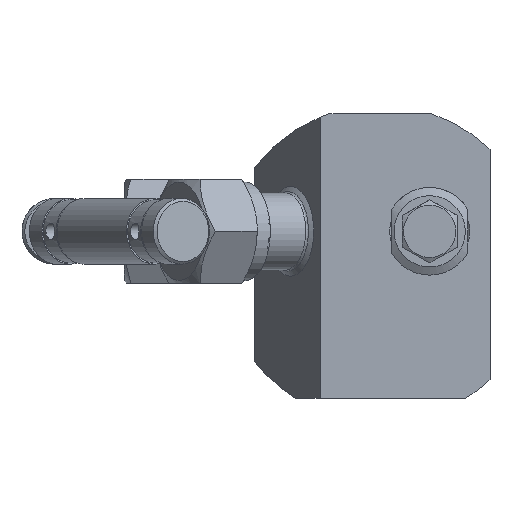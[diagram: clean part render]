
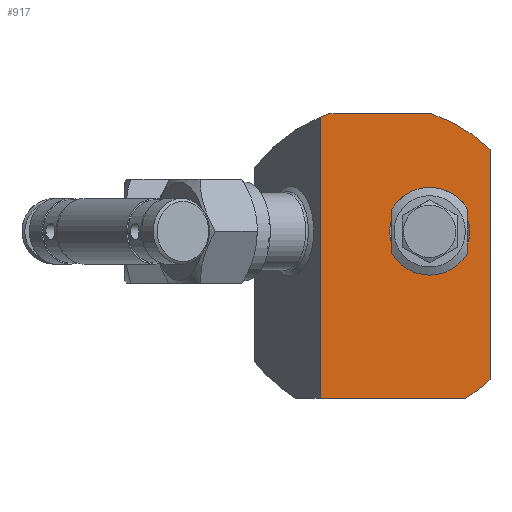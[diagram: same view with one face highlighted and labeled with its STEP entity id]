
A CAD part, left-side view. The second image highlights one B-rep face of the part: STEP entity #917.
In plain terms, the highlighted planar face has unit normal (-1, 0, 0).
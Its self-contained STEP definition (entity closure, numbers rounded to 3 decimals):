
#917=ADVANCED_FACE('',(#1583,#1585),#1587,.F.);
#1583=FACE_BOUND('',#1584,.T.);
#1584=EDGE_LOOP('',(#4880,#4881,#4882,#4883,#4884,#4885,#4886));
#1585=FACE_BOUND('',#1586,.T.);
#1586=EDGE_LOOP('',(#4887));
#1587=PLANE('',#1588);
#1588=AXIS2_PLACEMENT_3D('',#1589,#1590,#1591);
#1589=CARTESIAN_POINT('',(-42.,0.,0.));
#1590=DIRECTION('',(1.,0.,0.));
#1591=DIRECTION('',(0.,0.,-1.));
#4880=ORIENTED_EDGE('',*,*,#7092,.F.);
#4881=ORIENTED_EDGE('',*,*,#7105,.F.);
#4882=ORIENTED_EDGE('',*,*,#7110,.F.);
#4883=ORIENTED_EDGE('',*,*,#7111,.F.);
#4884=ORIENTED_EDGE('',*,*,#7112,.F.);
#4885=ORIENTED_EDGE('',*,*,#7094,.F.);
#4886=ORIENTED_EDGE('',*,*,#7081,.F.);
#4887=ORIENTED_EDGE('',*,*,#7113,.T.);
#7081=EDGE_CURVE('',#8091,#8094,#8095,.T.);
#7092=EDGE_CURVE('',#8112,#8091,#8114,.T.);
#7094=EDGE_CURVE('',#8094,#8117,#8118,.T.);
#7105=EDGE_CURVE('',#8136,#8112,#8137,.T.);
#7110=EDGE_CURVE('',#8145,#8136,#8146,.T.);
#7111=EDGE_CURVE('',#8147,#8145,#8148,.T.);
#7112=EDGE_CURVE('',#8117,#8147,#8149,.T.);
#7113=EDGE_CURVE('',#8150,#8150,#8151,.T.);
#8091=VERTEX_POINT('',#9454);
#8094=VERTEX_POINT('',#9460);
#8095=CIRCLE('',#9461,29.);
#8112=VERTEX_POINT('',#9503);
#8114=LINE('',#9507,#9508);
#8117=VERTEX_POINT('',#9515);
#8118=LINE('',#9516,#9517);
#8136=VERTEX_POINT('',#9662);
#8137=LINE('',#9663,#9664);
#8145=VERTEX_POINT('',#9683);
#8146=CIRCLE('',#9684,29.);
#8147=VERTEX_POINT('',#9688);
#8148=LINE('',#9689,#9690);
#8149=CIRCLE('',#9692,29.);
#8150=VERTEX_POINT('',#9696);
#8151=CIRCLE('',#9697,7.309);
#9454=CARTESIAN_POINT('',(-42.,11.,26.833));
#9460=CARTESIAN_POINT('',(-42.,9.206,27.5));
#9461=AXIS2_PLACEMENT_3D('',#9462,#9463,#9464);
#9462=CARTESIAN_POINT('',(-42.,0.,0.));
#9463=DIRECTION('',(1.,0.,0.));
#9464=DIRECTION('',(0.,0.379,0.925));
#9503=CARTESIAN_POINT('',(-42.,11.,-24.5));
#9507=CARTESIAN_POINT('',(-42.,11.,-24.5));
#9508=VECTOR('',#9509,1.);
#9509=DIRECTION('',(0.,0.,1.));
#9515=CARTESIAN_POINT('',(-42.,-9.206,27.5));
#9516=CARTESIAN_POINT('',(-42.,9.206,27.5));
#9517=VECTOR('',#9518,1.);
#9518=DIRECTION('',(0.,-1.,0.));
#9662=CARTESIAN_POINT('',(-42.,-15.516,-24.5));
#9663=CARTESIAN_POINT('',(-42.,-15.516,-24.5));
#9664=VECTOR('',#9665,1.);
#9665=DIRECTION('',(0.,1.,0.));
#9683=CARTESIAN_POINT('',(-42.,-20.,-21.));
#9684=AXIS2_PLACEMENT_3D('',#9685,#9686,#9687);
#9685=CARTESIAN_POINT('',(-42.,0.,0.));
#9686=DIRECTION('',(1.,0.,0.));
#9687=DIRECTION('',(0.,-0.69,-0.724));
#9688=CARTESIAN_POINT('',(-42.,-20.,21.));
#9689=CARTESIAN_POINT('',(-42.,-20.,21.));
#9690=VECTOR('',#9691,1.);
#9691=DIRECTION('',(0.,0.,-1.));
#9692=AXIS2_PLACEMENT_3D('',#9693,#9694,#9695);
#9693=CARTESIAN_POINT('',(-42.,0.,0.));
#9694=DIRECTION('',(1.,0.,0.));
#9695=DIRECTION('',(0.,-0.317,0.948));
#9696=CARTESIAN_POINT('',(-42.,-9.,13.309));
#9697=AXIS2_PLACEMENT_3D('',#9698,#9699,#9700);
#9698=CARTESIAN_POINT('',(-42.,-9.,6.));
#9699=DIRECTION('',(1.,0.,0.));
#9700=DIRECTION('',(0.,0.,1.));
